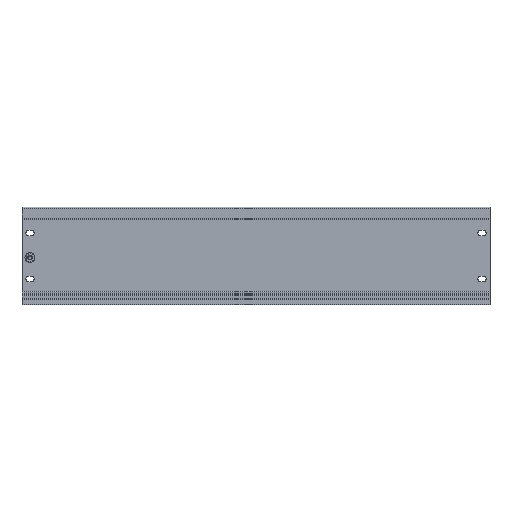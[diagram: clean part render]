
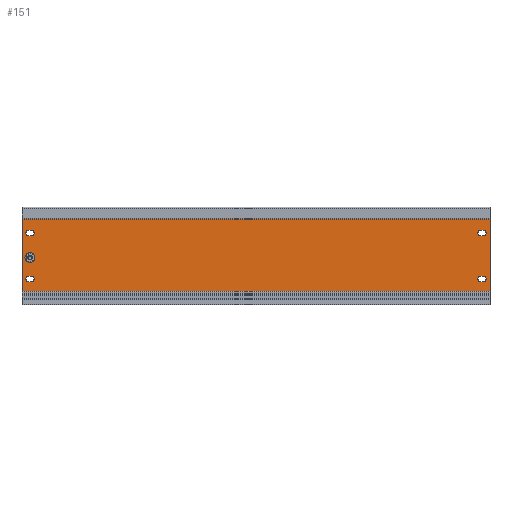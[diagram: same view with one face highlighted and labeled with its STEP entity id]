
A CAD part, top view. The second image highlights one B-rep face of the part: STEP entity #151.
In plain terms, the highlighted planar face has unit normal (0, 0, 1).
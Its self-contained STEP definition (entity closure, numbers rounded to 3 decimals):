
#151=ADVANCED_FACE('',(#339,#340,#341,#342,#343,#344),#228,.T.);
#228=PLANE('',#1519);
#273=CIRCLE('',#1510,6.25);
#274=CIRCLE('',#1511,5.1);
#275=CIRCLE('',#1512,5.1);
#276=CIRCLE('',#1513,5.1);
#277=CIRCLE('',#1514,5.1);
#278=CIRCLE('',#1515,5.1);
#279=CIRCLE('',#1516,5.1);
#280=CIRCLE('',#1517,5.1);
#281=CIRCLE('',#1518,5.1);
#339=FACE_BOUND('',#364,.T.);
#340=FACE_BOUND('',#365,.T.);
#341=FACE_BOUND('',#366,.T.);
#342=FACE_BOUND('',#367,.T.);
#343=FACE_BOUND('',#368,.T.);
#344=FACE_BOUND('',#369,.T.);
#364=EDGE_LOOP('',(#462));
#365=EDGE_LOOP('',(#463,#464,#465,#466));
#366=EDGE_LOOP('',(#467,#468,#469,#470));
#367=EDGE_LOOP('',(#471,#472,#473,#474));
#368=EDGE_LOOP('',(#475,#476,#477,#478));
#369=EDGE_LOOP('',(#479,#480,#481,#482));
#462=ORIENTED_EDGE('',*,*,#1019,.F.);
#463=ORIENTED_EDGE('',*,*,#1020,.T.);
#464=ORIENTED_EDGE('',*,*,#1021,.T.);
#465=ORIENTED_EDGE('',*,*,#1022,.T.);
#466=ORIENTED_EDGE('',*,*,#1023,.T.);
#467=ORIENTED_EDGE('',*,*,#1024,.T.);
#468=ORIENTED_EDGE('',*,*,#1025,.T.);
#469=ORIENTED_EDGE('',*,*,#1026,.T.);
#470=ORIENTED_EDGE('',*,*,#1027,.T.);
#471=ORIENTED_EDGE('',*,*,#1028,.F.);
#472=ORIENTED_EDGE('',*,*,#1029,.F.);
#473=ORIENTED_EDGE('',*,*,#1030,.T.);
#474=ORIENTED_EDGE('',*,*,#1031,.T.);
#475=ORIENTED_EDGE('',*,*,#1032,.T.);
#476=ORIENTED_EDGE('',*,*,#1033,.T.);
#477=ORIENTED_EDGE('',*,*,#1034,.T.);
#478=ORIENTED_EDGE('',*,*,#1035,.T.);
#479=ORIENTED_EDGE('',*,*,#1036,.T.);
#480=ORIENTED_EDGE('',*,*,#1037,.T.);
#481=ORIENTED_EDGE('',*,*,#1038,.T.);
#482=ORIENTED_EDGE('',*,*,#1039,.T.);
#878=VERTEX_POINT('',#2101);
#879=VERTEX_POINT('',#2103);
#880=VERTEX_POINT('',#2104);
#881=VERTEX_POINT('',#2106);
#882=VERTEX_POINT('',#2108);
#883=VERTEX_POINT('',#2111);
#884=VERTEX_POINT('',#2112);
#885=VERTEX_POINT('',#2114);
#886=VERTEX_POINT('',#2116);
#887=VERTEX_POINT('',#2119);
#888=VERTEX_POINT('',#2120);
#889=VERTEX_POINT('',#2122);
#890=VERTEX_POINT('',#2124);
#891=VERTEX_POINT('',#2127);
#892=VERTEX_POINT('',#2128);
#893=VERTEX_POINT('',#2130);
#894=VERTEX_POINT('',#2132);
#895=VERTEX_POINT('',#2135);
#896=VERTEX_POINT('',#2136);
#897=VERTEX_POINT('',#2138);
#898=VERTEX_POINT('',#2140);
#1019=EDGE_CURVE('',#878,#878,#273,.T.);
#1020=EDGE_CURVE('',#879,#880,#1224,.T.);
#1021=EDGE_CURVE('',#880,#881,#274,.T.);
#1022=EDGE_CURVE('',#881,#882,#1225,.T.);
#1023=EDGE_CURVE('',#882,#879,#275,.T.);
#1024=EDGE_CURVE('',#883,#884,#1226,.T.);
#1025=EDGE_CURVE('',#884,#885,#276,.T.);
#1026=EDGE_CURVE('',#885,#886,#1227,.T.);
#1027=EDGE_CURVE('',#886,#883,#277,.T.);
#1028=EDGE_CURVE('',#887,#888,#1228,.T.);
#1029=EDGE_CURVE('',#889,#887,#1229,.T.);
#1030=EDGE_CURVE('',#889,#890,#1230,.T.);
#1031=EDGE_CURVE('',#890,#888,#1231,.T.);
#1032=EDGE_CURVE('',#891,#892,#1232,.T.);
#1033=EDGE_CURVE('',#892,#893,#278,.T.);
#1034=EDGE_CURVE('',#893,#894,#1233,.T.);
#1035=EDGE_CURVE('',#894,#891,#279,.T.);
#1036=EDGE_CURVE('',#895,#896,#1234,.T.);
#1037=EDGE_CURVE('',#896,#897,#280,.T.);
#1038=EDGE_CURVE('',#897,#898,#1235,.T.);
#1039=EDGE_CURVE('',#898,#895,#281,.T.);
#1224=LINE('',#2102,#1367);
#1225=LINE('',#2107,#1368);
#1226=LINE('',#2110,#1369);
#1227=LINE('',#2115,#1370);
#1228=LINE('',#2118,#1371);
#1229=LINE('',#2121,#1372);
#1230=LINE('',#2123,#1373);
#1231=LINE('',#2125,#1374);
#1232=LINE('',#2126,#1375);
#1233=LINE('',#2131,#1376);
#1234=LINE('',#2134,#1377);
#1235=LINE('',#2139,#1378);
#1367=VECTOR('',#1668,1.);
#1368=VECTOR('',#1671,1.);
#1369=VECTOR('',#1674,1.);
#1370=VECTOR('',#1677,1.);
#1371=VECTOR('',#1680,1.);
#1372=VECTOR('',#1681,1.);
#1373=VECTOR('',#1682,1.);
#1374=VECTOR('',#1683,1.);
#1375=VECTOR('',#1684,1.);
#1376=VECTOR('',#1687,1.);
#1377=VECTOR('',#1690,1.);
#1378=VECTOR('',#1693,1.);
#1510=AXIS2_PLACEMENT_3D('',#2100,#1666,#1667);
#1511=AXIS2_PLACEMENT_3D('',#2105,#1669,#1670);
#1512=AXIS2_PLACEMENT_3D('',#2109,#1672,#1673);
#1513=AXIS2_PLACEMENT_3D('',#2113,#1675,#1676);
#1514=AXIS2_PLACEMENT_3D('',#2117,#1678,#1679);
#1515=AXIS2_PLACEMENT_3D('',#2129,#1685,#1686);
#1516=AXIS2_PLACEMENT_3D('',#2133,#1688,#1689);
#1517=AXIS2_PLACEMENT_3D('',#2137,#1691,#1692);
#1518=AXIS2_PLACEMENT_3D('',#2141,#1694,#1695);
#1519=AXIS2_PLACEMENT_3D('',#2142,#1696,#1697);
#1666=DIRECTION('',(0.,0.,1.));
#1667=DIRECTION('',(0.,-1.,0.));
#1668=DIRECTION('',(-1.,0.,0.));
#1669=DIRECTION('',(0.,0.,-1.));
#1670=DIRECTION('',(0.,-1.,0.));
#1671=DIRECTION('',(1.,0.,0.));
#1672=DIRECTION('',(0.,0.,-1.));
#1673=DIRECTION('',(0.,-1.,0.));
#1674=DIRECTION('',(-1.,0.,0.));
#1675=DIRECTION('',(0.,0.,-1.));
#1676=DIRECTION('',(0.,-1.,0.));
#1677=DIRECTION('',(1.,0.,0.));
#1678=DIRECTION('',(0.,0.,-1.));
#1679=DIRECTION('',(0.,-1.,0.));
#1680=DIRECTION('',(0.,1.,0.));
#1681=DIRECTION('',(-1.,0.,0.));
#1682=DIRECTION('',(0.,1.,0.));
#1683=DIRECTION('',(-1.,0.,0.));
#1684=DIRECTION('',(-1.,0.,0.));
#1685=DIRECTION('',(0.,0.,-1.));
#1686=DIRECTION('',(0.,-1.,0.));
#1687=DIRECTION('',(1.,0.,0.));
#1688=DIRECTION('',(0.,0.,-1.));
#1689=DIRECTION('',(0.,-1.,0.));
#1690=DIRECTION('',(-1.,0.,0.));
#1691=DIRECTION('',(0.,0.,-1.));
#1692=DIRECTION('',(0.,-1.,0.));
#1693=DIRECTION('',(1.,0.,0.));
#1694=DIRECTION('',(0.,0.,-1.));
#1695=DIRECTION('',(0.,-1.,0.));
#1696=DIRECTION('',(0.,0.,1.));
#1697=DIRECTION('',(0.,-1.,0.));
#2100=CARTESIAN_POINT('',(-575.,-63.,2.5));
#2101=CARTESIAN_POINT('',(-575.,-69.25,2.5));
#2102=CARTESIAN_POINT('',(0.,-35.825,2.5));
#2103=CARTESIAN_POINT('',(-571.199,-35.825,2.5));
#2104=CARTESIAN_POINT('',(-578.801,-35.825,2.5));
#2105=CARTESIAN_POINT('',(-575.,-32.425,2.5));
#2106=CARTESIAN_POINT('',(-578.801,-29.025,2.5));
#2107=CARTESIAN_POINT('',(0.,-29.025,2.5));
#2108=CARTESIAN_POINT('',(-571.199,-29.025,2.5));
#2109=CARTESIAN_POINT('',(-575.,-32.425,2.5));
#2110=CARTESIAN_POINT('',(0.,-92.975,2.5));
#2111=CARTESIAN_POINT('',(-6.199,-92.975,2.5));
#2112=CARTESIAN_POINT('',(-13.801,-92.975,2.5));
#2113=CARTESIAN_POINT('',(-10.,-89.575,2.5));
#2114=CARTESIAN_POINT('',(-13.801,-86.175,2.5));
#2115=CARTESIAN_POINT('',(0.,-86.175,2.5));
#2116=CARTESIAN_POINT('',(-6.199,-86.175,2.5));
#2117=CARTESIAN_POINT('',(-10.,-89.575,2.5));
#2118=CARTESIAN_POINT('',(-585.,-105.102,2.5));
#2119=CARTESIAN_POINT('',(-585.,-105.102,2.5));
#2120=CARTESIAN_POINT('',(-585.,-11.249,2.5));
#2121=CARTESIAN_POINT('',(0.,-105.102,2.5));
#2122=CARTESIAN_POINT('',(0.,-105.102,2.5));
#2123=CARTESIAN_POINT('',(0.,-105.102,2.5));
#2124=CARTESIAN_POINT('',(0.,-11.249,2.5));
#2125=CARTESIAN_POINT('',(0.,-11.249,2.5));
#2126=CARTESIAN_POINT('',(0.,-92.975,2.5));
#2127=CARTESIAN_POINT('',(-571.199,-92.975,2.5));
#2128=CARTESIAN_POINT('',(-578.801,-92.975,2.5));
#2129=CARTESIAN_POINT('',(-575.,-89.575,2.5));
#2130=CARTESIAN_POINT('',(-578.801,-86.175,2.5));
#2131=CARTESIAN_POINT('',(0.,-86.175,2.5));
#2132=CARTESIAN_POINT('',(-571.199,-86.175,2.5));
#2133=CARTESIAN_POINT('',(-575.,-89.575,2.5));
#2134=CARTESIAN_POINT('',(0.,-35.825,2.5));
#2135=CARTESIAN_POINT('',(-6.199,-35.825,2.5));
#2136=CARTESIAN_POINT('',(-13.801,-35.825,2.5));
#2137=CARTESIAN_POINT('',(-10.,-32.425,2.5));
#2138=CARTESIAN_POINT('',(-13.801,-29.025,2.5));
#2139=CARTESIAN_POINT('',(0.,-29.025,2.5));
#2140=CARTESIAN_POINT('',(-6.199,-29.025,2.5));
#2141=CARTESIAN_POINT('',(-10.,-32.425,2.5));
#2142=CARTESIAN_POINT('',(0.,-105.102,2.5));
